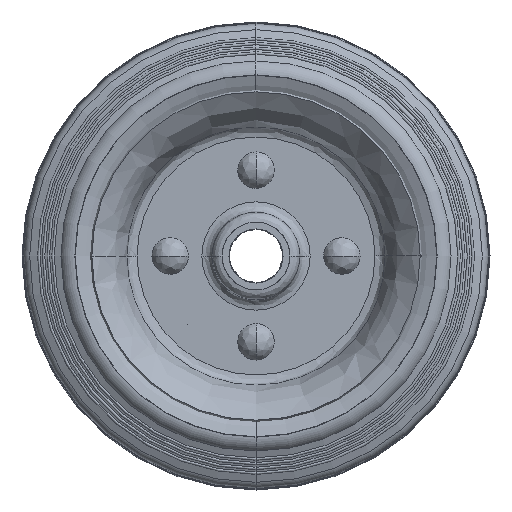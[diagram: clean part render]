
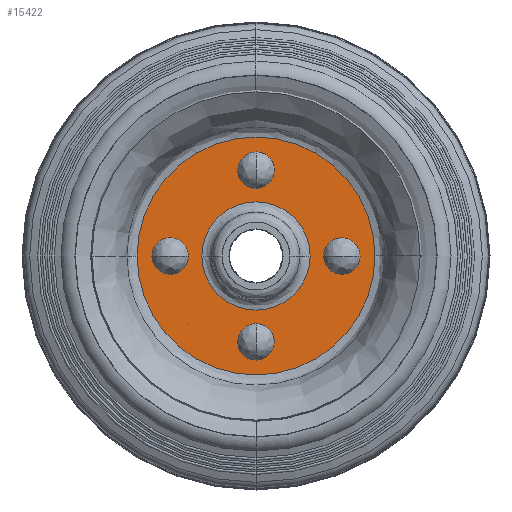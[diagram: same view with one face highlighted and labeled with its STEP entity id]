
A CAD part, left-side view. The second image highlights one B-rep face of the part: STEP entity #15422.
In plain terms, the highlighted planar face has unit normal (-1, 0, 0).
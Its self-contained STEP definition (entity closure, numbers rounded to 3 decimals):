
#298 = AXIS2_PLACEMENT_3D ( 'NONE', #9503, #5117, #16487 ) ;
#848 = DIRECTION ( 'NONE',  ( 1., 0., 0. ) ) ;
#921 = EDGE_CURVE ( 'NONE', #6378, #15015, #4590, .T. ) ;
#1390 = EDGE_CURVE ( 'NONE', #11054, #10872, #10099, .T. ) ;
#1400 = DIRECTION ( 'NONE',  ( 0., 0., 1. ) ) ;
#1786 = DIRECTION ( 'NONE',  ( -1., 0., 0. ) ) ;
#1884 = CARTESIAN_POINT ( 'NONE',  ( -1.8, 0., 0. ) ) ;
#2005 = CARTESIAN_POINT ( 'NONE',  ( -1.8, 0., 0. ) ) ;
#2666 = EDGE_CURVE ( 'NONE', #10872, #11054, #8868, .T. ) ;
#2797 = FACE_OUTER_BOUND ( 'NONE', #7000, .T. ) ;
#4426 = EDGE_CURVE ( 'NONE', #15015, #6378, #13778, .T. ) ;
#4590 = CIRCLE ( 'NONE', #17113, 45.751 ) ;
#5117 = DIRECTION ( 'NONE',  ( -1., 0., 0. ) ) ;
#5738 = DIRECTION ( 'NONE',  ( 0., 0., 1. ) ) ;
#5807 = ORIENTED_EDGE ( 'NONE', *, *, #2666, .T. ) ;
#6378 = VERTEX_POINT ( 'NONE', #15411 ) ;
#6582 = AXIS2_PLACEMENT_3D ( 'NONE', #1884, #1786, #5738 ) ;
#7000 = EDGE_LOOP ( 'NONE', ( #13952, #9911 ) ) ;
#7204 = EDGE_LOOP ( 'NONE', ( #5807, #11987 ) ) ;
#7711 = PLANE ( 'NONE',  #6582 ) ;
#7732 = DIRECTION ( 'NONE',  ( 0., 0., 1. ) ) ;
#8277 = CARTESIAN_POINT ( 'NONE',  ( -1.8, 0., -45.751 ) ) ;
#8868 = CIRCLE ( 'NONE', #11287, 20.825 ) ;
#9503 = CARTESIAN_POINT ( 'NONE',  ( -1.8, 0., 0. ) ) ;
#9911 = ORIENTED_EDGE ( 'NONE', *, *, #4426, .T. ) ;
#10039 = FACE_BOUND ( 'NONE', #7204, .T. ) ;
#10099 = CIRCLE ( 'NONE', #15280, 20.825 ) ;
#10872 = VERTEX_POINT ( 'NONE', #14667 ) ;
#11054 = VERTEX_POINT ( 'NONE', #16066 ) ;
#11287 = AXIS2_PLACEMENT_3D ( 'NONE', #2005, #848, #12404 ) ;
#11710 = DIRECTION ( 'NONE',  ( -1., 0., 0. ) ) ;
#11987 = ORIENTED_EDGE ( 'NONE', *, *, #1390, .T. ) ;
#12019 = DIRECTION ( 'NONE',  ( 1., 0., 0. ) ) ;
#12404 = DIRECTION ( 'NONE',  ( 0., 0., 1. ) ) ;
#13778 = CIRCLE ( 'NONE', #298, 45.751 ) ;
#13952 = ORIENTED_EDGE ( 'NONE', *, *, #921, .T. ) ;
#14485 = CARTESIAN_POINT ( 'NONE',  ( -1.8, 0., 0. ) ) ;
#14667 = CARTESIAN_POINT ( 'NONE',  ( -1.8, 0., 20.825 ) ) ;
#15015 = VERTEX_POINT ( 'NONE', #8277 ) ;
#15280 = AXIS2_PLACEMENT_3D ( 'NONE', #16333, #12019, #7732 ) ;
#15411 = CARTESIAN_POINT ( 'NONE',  ( -1.8, 0., 45.751 ) ) ;
#15422 = ADVANCED_FACE ( 'NONE', ( #2797, #10039 ), #7711, .T. ) ;
#16066 = CARTESIAN_POINT ( 'NONE',  ( -1.8, 0., -20.825 ) ) ;
#16333 = CARTESIAN_POINT ( 'NONE',  ( -1.8, 0., 0. ) ) ;
#16487 = DIRECTION ( 'NONE',  ( 0., 0., 1. ) ) ;
#17113 = AXIS2_PLACEMENT_3D ( 'NONE', #14485, #11710, #1400 ) ;
